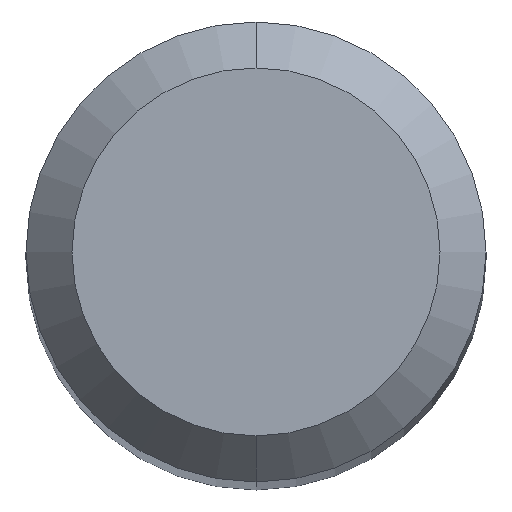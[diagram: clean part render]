
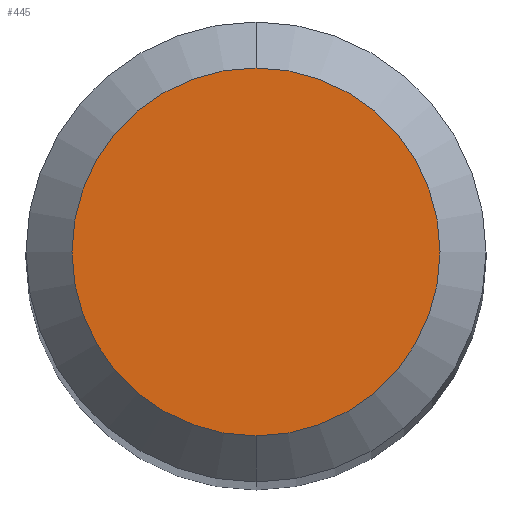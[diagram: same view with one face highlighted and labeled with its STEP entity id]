
A CAD part, top view. The second image highlights one B-rep face of the part: STEP entity #445.
In plain terms, the highlighted planar face has unit normal (0, 0, 1).
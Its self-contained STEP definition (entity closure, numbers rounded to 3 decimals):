
#353=VERTEX_POINT('',#681);
#359=EDGE_CURVE('',#353,#435,#689,.T.);
#427=EDGE_CURVE('',#435,#353,#761,.T.);
#435=VERTEX_POINT('',#770);
#445=ADVANCED_FACE('',(#781),#782,.T.);
#681=CARTESIAN_POINT('',(0.0,1.2,0.0));
#689=CIRCLE('',#1164,1.2);
#761=CIRCLE('',#1323,1.2);
#770=CARTESIAN_POINT('',(0.,-1.2,0.0));
#781=FACE_OUTER_BOUND('',#1349,.T.);
#782=PLANE('',#1350);
#1164=AXIS2_PLACEMENT_3D('',#1693,#1694,#1695);
#1323=AXIS2_PLACEMENT_3D('',#1768,#1769,#1770);
#1349=EDGE_LOOP('',(#1795,#1796));
#1350=AXIS2_PLACEMENT_3D('',#1797,#1798,#1799);
#1693=CARTESIAN_POINT('',(0.0,0.0,0.0));
#1694=DIRECTION('',(0.0,0.0,-1.0));
#1695=DIRECTION('',(0.0,1.0,0.0));
#1768=CARTESIAN_POINT('',(0.0,0.0,0.0));
#1769=DIRECTION('',(0.0,0.0,-1.0));
#1770=DIRECTION('',(0.0,1.0,0.0));
#1795=ORIENTED_EDGE('',*,*,#359,.F.);
#1796=ORIENTED_EDGE('',*,*,#427,.F.);
#1797=CARTESIAN_POINT('',(0.0,0.6,0.0));
#1798=DIRECTION('',(-0.0,0.0,1.0));
#1799=DIRECTION('',(0.0,-1.0,0.0));
